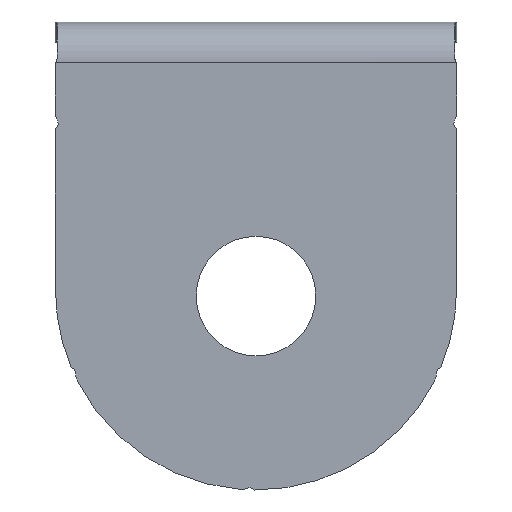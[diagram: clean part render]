
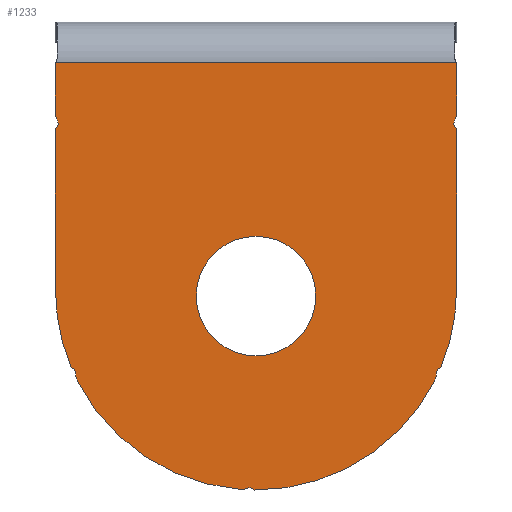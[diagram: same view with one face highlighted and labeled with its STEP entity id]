
A CAD part, front view. The second image highlights one B-rep face of the part: STEP entity #1233.
In plain terms, the highlighted planar face has unit normal (0, -1, 0).
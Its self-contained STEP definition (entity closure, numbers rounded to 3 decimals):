
#88=FACE_BOUND('',#162,.T.);
#97=FACE_OUTER_BOUND('',#161,.T.);
#161=EDGE_LOOP('',(#780,#781,#782,#783,#784,#785,#786,#787,#788,#789,#790,
#791,#792,#793,#794,#795,#796,#797,#798,#799,#800));
#162=EDGE_LOOP('',(#801));
#234=LINE('',#1769,#324);
#235=LINE('',#1773,#325);
#236=LINE('',#1779,#326);
#237=LINE('',#1801,#327);
#238=LINE('',#1806,#328);
#324=VECTOR('',#1443,10.);
#325=VECTOR('',#1446,10.);
#326=VECTOR('',#1451,10.);
#327=VECTOR('',#1472,10.);
#328=VECTOR('',#1477,10.);
#414=CIRCLE('',#1321,0.5);
#415=CIRCLE('',#1322,0.5);
#416=CIRCLE('',#1323,1.);
#417=CIRCLE('',#1324,0.5);
#418=CIRCLE('',#1325,15.);
#419=CIRCLE('',#1326,0.5);
#420=CIRCLE('',#1327,1.);
#421=CIRCLE('',#1328,15.);
#422=CIRCLE('',#1329,1.);
#423=CIRCLE('',#1330,0.5);
#424=CIRCLE('',#1331,15.);
#425=CIRCLE('',#1332,1.);
#426=CIRCLE('',#1333,0.5);
#427=CIRCLE('',#1334,15.);
#428=CIRCLE('',#1335,0.5);
#429=CIRCLE('',#1336,1.);
#430=CIRCLE('',#1337,4.468);
#475=VERTEX_POINT('',#1765);
#476=VERTEX_POINT('',#1766);
#477=VERTEX_POINT('',#1768);
#478=VERTEX_POINT('',#1770);
#479=VERTEX_POINT('',#1772);
#480=VERTEX_POINT('',#1774);
#481=VERTEX_POINT('',#1776);
#482=VERTEX_POINT('',#1778);
#483=VERTEX_POINT('',#1780);
#484=VERTEX_POINT('',#1782);
#485=VERTEX_POINT('',#1784);
#486=VERTEX_POINT('',#1786);
#487=VERTEX_POINT('',#1788);
#488=VERTEX_POINT('',#1790);
#489=VERTEX_POINT('',#1792);
#490=VERTEX_POINT('',#1794);
#491=VERTEX_POINT('',#1796);
#492=VERTEX_POINT('',#1798);
#493=VERTEX_POINT('',#1800);
#494=VERTEX_POINT('',#1802);
#495=VERTEX_POINT('',#1804);
#496=VERTEX_POINT('',#1807);
#597=EDGE_CURVE('',#475,#476,#414,.T.);
#598=EDGE_CURVE('',#475,#477,#234,.T.);
#599=EDGE_CURVE('',#478,#477,#415,.T.);
#600=EDGE_CURVE('',#479,#478,#235,.T.);
#601=EDGE_CURVE('',#480,#479,#416,.T.);
#602=EDGE_CURVE('',#480,#481,#417,.T.);
#603=EDGE_CURVE('',#482,#481,#236,.T.);
#604=EDGE_CURVE('',#483,#482,#418,.T.);
#605=EDGE_CURVE('',#483,#484,#419,.T.);
#606=EDGE_CURVE('',#485,#484,#420,.T.);
#607=EDGE_CURVE('',#486,#485,#421,.T.);
#608=EDGE_CURVE('',#487,#486,#422,.T.);
#609=EDGE_CURVE('',#487,#488,#423,.T.);
#610=EDGE_CURVE('',#489,#488,#424,.T.);
#611=EDGE_CURVE('',#490,#489,#425,.T.);
#612=EDGE_CURVE('',#490,#491,#426,.T.);
#613=EDGE_CURVE('',#492,#491,#427,.T.);
#614=EDGE_CURVE('',#493,#492,#237,.T.);
#615=EDGE_CURVE('',#493,#494,#428,.T.);
#616=EDGE_CURVE('',#495,#494,#429,.T.);
#617=EDGE_CURVE('',#476,#495,#238,.T.);
#618=EDGE_CURVE('',#496,#496,#430,.T.);
#780=ORIENTED_EDGE('',*,*,#597,.F.);
#781=ORIENTED_EDGE('',*,*,#598,.T.);
#782=ORIENTED_EDGE('',*,*,#599,.F.);
#783=ORIENTED_EDGE('',*,*,#600,.F.);
#784=ORIENTED_EDGE('',*,*,#601,.F.);
#785=ORIENTED_EDGE('',*,*,#602,.T.);
#786=ORIENTED_EDGE('',*,*,#603,.F.);
#787=ORIENTED_EDGE('',*,*,#604,.F.);
#788=ORIENTED_EDGE('',*,*,#605,.T.);
#789=ORIENTED_EDGE('',*,*,#606,.F.);
#790=ORIENTED_EDGE('',*,*,#607,.F.);
#791=ORIENTED_EDGE('',*,*,#608,.F.);
#792=ORIENTED_EDGE('',*,*,#609,.T.);
#793=ORIENTED_EDGE('',*,*,#610,.F.);
#794=ORIENTED_EDGE('',*,*,#611,.F.);
#795=ORIENTED_EDGE('',*,*,#612,.T.);
#796=ORIENTED_EDGE('',*,*,#613,.F.);
#797=ORIENTED_EDGE('',*,*,#614,.F.);
#798=ORIENTED_EDGE('',*,*,#615,.T.);
#799=ORIENTED_EDGE('',*,*,#616,.F.);
#800=ORIENTED_EDGE('',*,*,#617,.F.);
#801=ORIENTED_EDGE('',*,*,#618,.F.);
#1146=PLANE('',#1320);
#1233=ADVANCED_FACE('',(#97,#88),#1146,.T.);
#1320=AXIS2_PLACEMENT_3D('',#1764,#1439,#1440);
#1321=AXIS2_PLACEMENT_3D('',#1767,#1441,#1442);
#1322=AXIS2_PLACEMENT_3D('',#1771,#1444,#1445);
#1323=AXIS2_PLACEMENT_3D('',#1775,#1447,#1448);
#1324=AXIS2_PLACEMENT_3D('',#1777,#1449,#1450);
#1325=AXIS2_PLACEMENT_3D('',#1781,#1452,#1453);
#1326=AXIS2_PLACEMENT_3D('',#1783,#1454,#1455);
#1327=AXIS2_PLACEMENT_3D('',#1785,#1456,#1457);
#1328=AXIS2_PLACEMENT_3D('',#1787,#1458,#1459);
#1329=AXIS2_PLACEMENT_3D('',#1789,#1460,#1461);
#1330=AXIS2_PLACEMENT_3D('',#1791,#1462,#1463);
#1331=AXIS2_PLACEMENT_3D('',#1793,#1464,#1465);
#1332=AXIS2_PLACEMENT_3D('',#1795,#1466,#1467);
#1333=AXIS2_PLACEMENT_3D('',#1797,#1468,#1469);
#1334=AXIS2_PLACEMENT_3D('',#1799,#1470,#1471);
#1335=AXIS2_PLACEMENT_3D('',#1803,#1473,#1474);
#1336=AXIS2_PLACEMENT_3D('',#1805,#1475,#1476);
#1337=AXIS2_PLACEMENT_3D('',#1808,#1478,#1479);
#1439=DIRECTION('center_axis',(0.,-1.,0.));
#1440=DIRECTION('ref_axis',(0.,0.,-1.));
#1441=DIRECTION('center_axis',(0.,1.,0.));
#1442=DIRECTION('ref_axis',(0.962,0.,0.274));
#1443=DIRECTION('',(-1.,0.,0.));
#1444=DIRECTION('center_axis',(0.,1.,0.));
#1445=DIRECTION('ref_axis',(-0.962,0.,0.274));
#1446=DIRECTION('',(0.,0.,1.));
#1447=DIRECTION('center_axis',(0.,1.,0.));
#1448=DIRECTION('ref_axis',(-0.966,0.,-0.258));
#1449=DIRECTION('center_axis',(0.,1.,0.));
#1450=DIRECTION('ref_axis',(0.6,0.,0.8));
#1451=DIRECTION('',(0.,0.,1.));
#1452=DIRECTION('center_axis',(0.,1.,0.));
#1453=DIRECTION('ref_axis',(1.,0.,0.));
#1454=DIRECTION('center_axis',(0.,1.,0.));
#1455=DIRECTION('ref_axis',(0.356,0.,0.935));
#1456=DIRECTION('center_axis',(0.,1.,0.));
#1457=DIRECTION('ref_axis',(-0.973,0.,-0.23));
#1458=DIRECTION('center_axis',(0.,1.,0.));
#1459=DIRECTION('ref_axis',(1.,0.,0.));
#1460=DIRECTION('center_axis',(0.,1.,0.));
#1461=DIRECTION('ref_axis',(0.159,0.,-0.987));
#1462=DIRECTION('center_axis',(0.,1.,0.));
#1463=DIRECTION('ref_axis',(-0.682,0.,0.731));
#1464=DIRECTION('center_axis',(0.,1.,0.));
#1465=DIRECTION('ref_axis',(1.,0.,0.));
#1466=DIRECTION('center_axis',(0.,1.,0.));
#1467=DIRECTION('ref_axis',(0.973,0.,-0.23));
#1468=DIRECTION('center_axis',(0.,1.,0.));
#1469=DIRECTION('ref_axis',(-0.937,0.,-0.351));
#1470=DIRECTION('center_axis',(0.,1.,0.));
#1471=DIRECTION('ref_axis',(1.,0.,0.));
#1472=DIRECTION('',(0.,0.,-1.));
#1473=DIRECTION('center_axis',(0.,1.,0.));
#1474=DIRECTION('ref_axis',(-0.6,0.,-0.8));
#1475=DIRECTION('center_axis',(0.,1.,0.));
#1476=DIRECTION('ref_axis',(0.966,0.,-0.258));
#1477=DIRECTION('',(0.,0.,-1.));
#1478=DIRECTION('center_axis',(0.,-1.,0.));
#1479=DIRECTION('ref_axis',(0.,0.,1.));
#1764=CARTESIAN_POINT('Origin',(0.,0.,-1.5));
#1765=CARTESIAN_POINT('',(14.97,0.,14.5));
#1766=CARTESIAN_POINT('',(15.,0.,14.33));
#1767=CARTESIAN_POINT('Origin',(14.5,0.,14.33));
#1768=CARTESIAN_POINT('',(-14.97,0.,14.5));
#1769=CARTESIAN_POINT('',(7.5,0.,14.5));
#1770=CARTESIAN_POINT('',(-15.,0.,14.33));
#1771=CARTESIAN_POINT('Origin',(-14.5,0.,14.33));
#1772=CARTESIAN_POINT('',(-15.,0.,10.668));
#1773=CARTESIAN_POINT('',(-15.,0.,-17.5));
#1774=CARTESIAN_POINT('',(-14.867,0.,10.169));
#1775=CARTESIAN_POINT('Origin',(-14.,0.,10.668));
#1776=CARTESIAN_POINT('',(-15.,0.,9.52));
#1777=CARTESIAN_POINT('Origin',(-15.3,0.,9.92));
#1778=CARTESIAN_POINT('',(-15.,0.,-2.5));
#1779=CARTESIAN_POINT('',(-15.,0.,-17.5));
#1780=CARTESIAN_POINT('',(-13.811,0.,-8.353));
#1781=CARTESIAN_POINT('Origin',(0.,0.,-2.5));
#1782=CARTESIAN_POINT('',(-13.489,0.,-8.822));
#1783=CARTESIAN_POINT('Origin',(-13.989,0.,-8.82));
#1784=CARTESIAN_POINT('',(-13.381,0.,-9.278));
#1785=CARTESIAN_POINT('Origin',(-12.489,0.,-8.826));
#1786=CARTESIAN_POINT('',(-1.156,0.,-17.455));
#1787=CARTESIAN_POINT('Origin',(0.,0.,-2.5));
#1788=CARTESIAN_POINT('',(-0.693,0.,-17.381));
#1789=CARTESIAN_POINT('Origin',(-1.079,0.,-16.458));
#1790=CARTESIAN_POINT('',(-0.136,0.,-17.499));
#1791=CARTESIAN_POINT('Origin',(-0.5,0.,-17.842));
#1792=CARTESIAN_POINT('',(13.381,0.,-9.278));
#1793=CARTESIAN_POINT('Origin',(0.,0.,-2.5));
#1794=CARTESIAN_POINT('',(13.489,0.,-8.822));
#1795=CARTESIAN_POINT('Origin',(12.489,0.,-8.826));
#1796=CARTESIAN_POINT('',(13.811,0.,-8.353));
#1797=CARTESIAN_POINT('Origin',(13.989,0.,-8.82));
#1798=CARTESIAN_POINT('',(15.,0.,-2.5));
#1799=CARTESIAN_POINT('Origin',(0.,0.,-2.5));
#1800=CARTESIAN_POINT('',(15.,0.,9.52));
#1801=CARTESIAN_POINT('',(15.,0.,17.5));
#1802=CARTESIAN_POINT('',(14.867,0.,10.169));
#1803=CARTESIAN_POINT('Origin',(15.3,0.,9.92));
#1804=CARTESIAN_POINT('',(15.,0.,10.668));
#1805=CARTESIAN_POINT('Origin',(14.,0.,10.668));
#1806=CARTESIAN_POINT('',(15.,0.,17.5));
#1807=CARTESIAN_POINT('',(0.,0.,-7.468));
#1808=CARTESIAN_POINT('Origin',(0.,0.,-3.));
